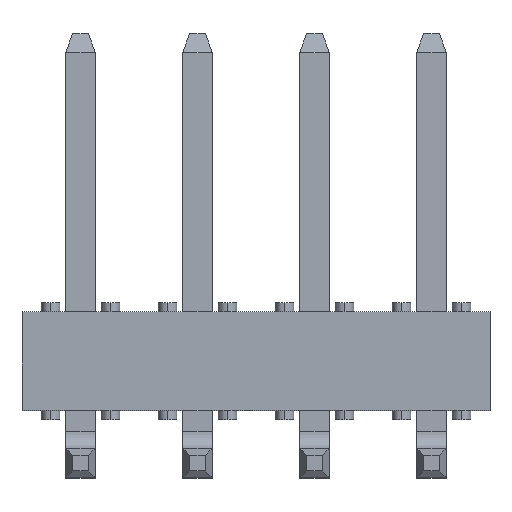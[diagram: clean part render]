
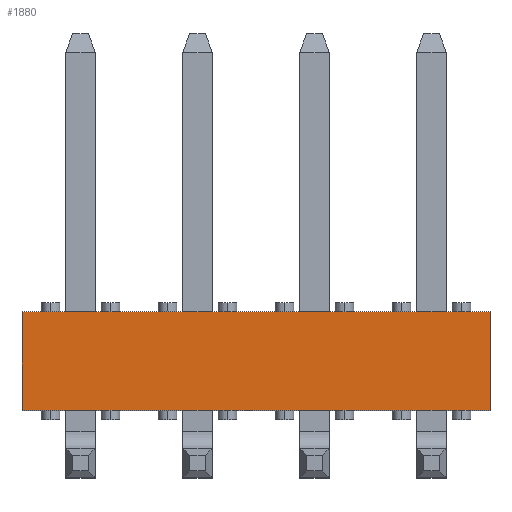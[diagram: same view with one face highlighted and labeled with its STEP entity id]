
A CAD part, top view. The second image highlights one B-rep face of the part: STEP entity #1880.
In plain terms, the highlighted planar face has unit normal (0, 0, 1).
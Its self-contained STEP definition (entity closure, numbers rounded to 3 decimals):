
#85 = VERTEX_POINT ( 'NONE', #2211 ) ;
#99 = PLANE ( 'NONE',  #3323 ) ;
#127 = LINE ( 'NONE', #341, #3480 ) ;
#228 = VERTEX_POINT ( 'NONE', #2541 ) ;
#341 = CARTESIAN_POINT ( 'NONE',  ( 5.08, 1.47, 2.415 ) ) ;
#888 = LINE ( 'NONE', #1412, #1340 ) ;
#890 = ORIENTED_EDGE ( 'NONE', *, *, #913, .T. ) ;
#904 = ORIENTED_EDGE ( 'NONE', *, *, #3220, .F. ) ;
#913 = EDGE_CURVE ( 'NONE', #1826, #2319, #2494, .T. ) ;
#1020 = DIRECTION ( 'NONE',  ( -1., 0., 0. ) ) ;
#1056 = EDGE_LOOP ( 'NONE', ( #3521, #904, #3263, #890 ) ) ;
#1085 = EDGE_CURVE ( 'NONE', #2319, #85, #127, .T. ) ;
#1196 = CARTESIAN_POINT ( 'NONE',  ( -5.08, 1.47, 2.415 ) ) ;
#1340 = VECTOR ( 'NONE', #3791, 1000. ) ;
#1412 = CARTESIAN_POINT ( 'NONE',  ( 5.08, 3.61, 2.415 ) ) ;
#1698 = DIRECTION ( 'NONE',  ( 0., -1., 0. ) ) ;
#1745 = VECTOR ( 'NONE', #1698, 1000. ) ;
#1826 = VERTEX_POINT ( 'NONE', #3030 ) ;
#1833 = CARTESIAN_POINT ( 'NONE',  ( 5.08, 3.61, 2.415 ) ) ;
#1880 = ADVANCED_FACE ( 'NONE', ( #2044 ), #99, .F. ) ;
#1900 = CARTESIAN_POINT ( 'NONE',  ( 5.08, 3.61, 2.415 ) ) ;
#2022 = CARTESIAN_POINT ( 'NONE',  ( -5.08, 3.61, 2.415 ) ) ;
#2044 = FACE_OUTER_BOUND ( 'NONE', #1056, .T. ) ;
#2109 = VECTOR ( 'NONE', #2411, 1000. ) ;
#2211 = CARTESIAN_POINT ( 'NONE',  ( 5.08, 1.47, 2.415 ) ) ;
#2216 = DIRECTION ( 'NONE',  ( 0., 0., -1. ) ) ;
#2319 = VERTEX_POINT ( 'NONE', #1196 ) ;
#2411 = DIRECTION ( 'NONE',  ( 1., 0., 0. ) ) ;
#2439 = DIRECTION ( 'NONE',  ( 1., 0., 0. ) ) ;
#2494 = LINE ( 'NONE', #2022, #1745 ) ;
#2541 = CARTESIAN_POINT ( 'NONE',  ( 5.08, 3.61, 2.415 ) ) ;
#3019 = EDGE_CURVE ( 'NONE', #1826, #228, #3717, .T. ) ;
#3030 = CARTESIAN_POINT ( 'NONE',  ( -5.08, 3.61, 2.415 ) ) ;
#3220 = EDGE_CURVE ( 'NONE', #228, #85, #888, .T. ) ;
#3263 = ORIENTED_EDGE ( 'NONE', *, *, #3019, .F. ) ;
#3323 = AXIS2_PLACEMENT_3D ( 'NONE', #1900, #2216, #1020 ) ;
#3480 = VECTOR ( 'NONE', #2439, 1000. ) ;
#3521 = ORIENTED_EDGE ( 'NONE', *, *, #1085, .T. ) ;
#3717 = LINE ( 'NONE', #1833, #2109 ) ;
#3791 = DIRECTION ( 'NONE',  ( 0., -1., 0. ) ) ;
